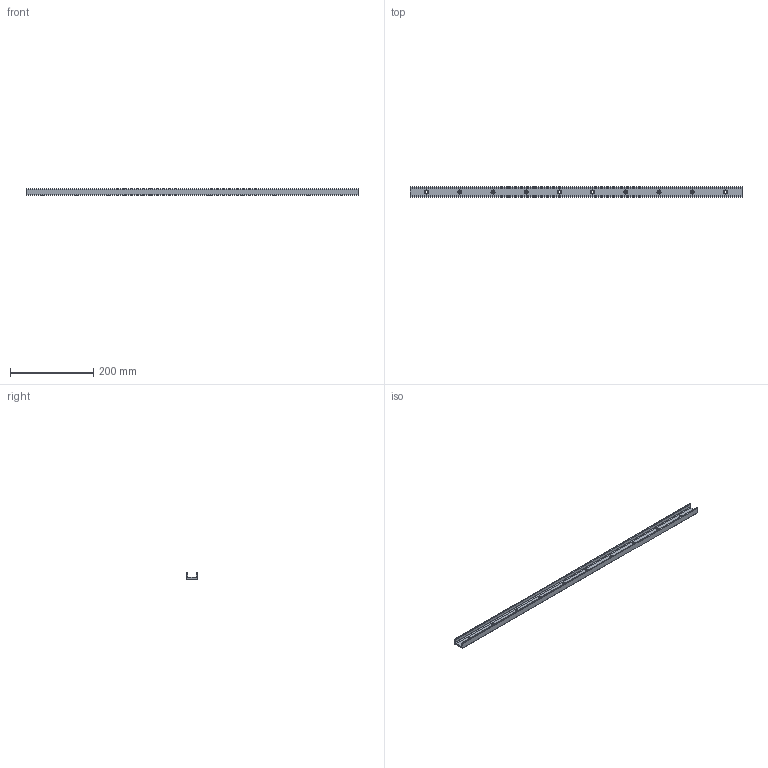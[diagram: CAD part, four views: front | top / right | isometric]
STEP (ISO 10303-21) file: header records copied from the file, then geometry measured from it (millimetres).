
FILE_DESCRIPTION (( 'STEP AP203' ), '1' );
FILE_NAME ('LUC-1-800.step', '2024-05-13T17:22:51', ( '' ), ( '' ), 'SwSTEP 2.0', 'SolidWorks 2023', '' );
FILE_SCHEMA (( 'CONFIG_CONTROL_DESIGN' ));
Length unit declared in the file: millimetre
Products named in the file (1): LUC-1-800
Bounding box: 800 x 26.01 x 15.01 mm (x, y, z)
Volume: 131580 mm3; surface area: 81284.7 mm2
Topology: 1 solids, 1 shells, 72 faces, 180 edges, 120 vertices
Faces by surface type: cylinder 51, plane 21
Entity records: 2323 total; most frequent: DIRECTION 428, CARTESIAN_POINT 373, ORIENTED_EDGE 360, EDGE_CURVE 180, AXIS2_PLACEMENT_3D 175, VERTEX_POINT 120, CIRCLE 102, EDGE_LOOP 102
